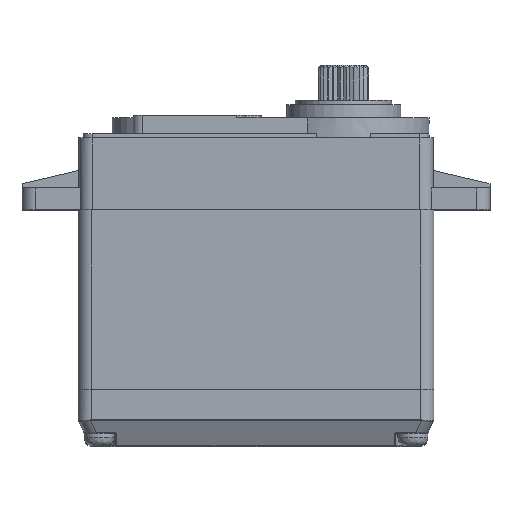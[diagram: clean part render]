
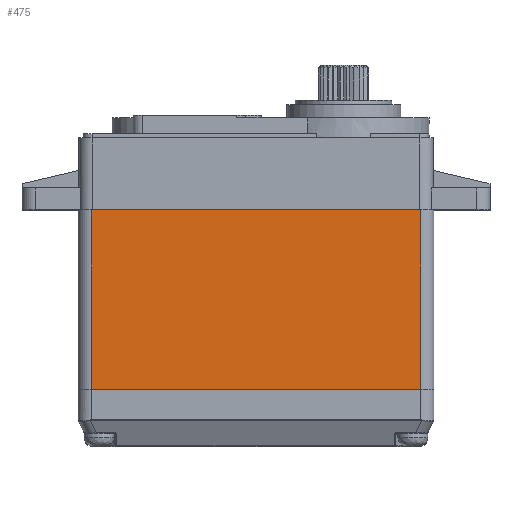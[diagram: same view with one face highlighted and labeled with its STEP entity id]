
A CAD part, top view. The second image highlights one B-rep face of the part: STEP entity #475.
In plain terms, the highlighted planar face has unit normal (0, 0, 1).
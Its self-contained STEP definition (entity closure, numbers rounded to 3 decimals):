
#124=DIRECTION('',(1.,0.,0.));
#125=VECTOR('',#124,37.6);
#126=CARTESIAN_POINT('',(-18.8,0.,9.8));
#127=LINE('',#126,#125);
#229=DIRECTION('',(1.,0.,0.));
#230=VECTOR('',#229,37.6);
#231=CARTESIAN_POINT('',(-18.8,-20.5,9.8));
#232=LINE('',#231,#230);
#278=DIRECTION('',(0.,-1.,0.));
#279=VECTOR('',#278,20.5);
#280=CARTESIAN_POINT('',(18.8,0.,9.8));
#281=LINE('',#280,#279);
#285=DIRECTION('',(0.,-1.,0.));
#286=VECTOR('',#285,20.5);
#287=CARTESIAN_POINT('',(-18.8,0.,9.8));
#288=LINE('',#287,#286);
#293=CARTESIAN_POINT('',(18.8,-20.5,9.8));
#295=VERTEX_POINT('',#293);
#296=CARTESIAN_POINT('',(18.8,0.,9.8));
#297=VERTEX_POINT('',#296);
#316=CARTESIAN_POINT('',(-18.8,-20.5,9.8));
#318=VERTEX_POINT('',#316);
#322=CARTESIAN_POINT('',(-18.8,0.,9.8));
#323=VERTEX_POINT('',#322);
#464=CARTESIAN_POINT('',(-20.3,0.,9.8));
#465=DIRECTION('',(0.,0.,1.));
#466=DIRECTION('',(1.,0.,0.));
#467=AXIS2_PLACEMENT_3D('',#464,#465,#466);
#468=PLANE('',#467);
#469=ORIENTED_EDGE('',*,*,#355,.T.);
#470=ORIENTED_EDGE('',*,*,#381,.F.);
#471=ORIENTED_EDGE('',*,*,#459,.F.);
#472=ORIENTED_EDGE('',*,*,#331,.T.);
#473=EDGE_LOOP('',(#469,#470,#471,#472));
#474=FACE_OUTER_BOUND('',#473,.F.);
#475=ADVANCED_FACE('',(#474),#468,.T.);
#331=EDGE_CURVE('',#323,#297,#127,.T.);
#355=EDGE_CURVE('',#297,#295,#281,.T.);
#381=EDGE_CURVE('',#318,#295,#232,.T.);
#459=EDGE_CURVE('',#323,#318,#288,.T.);
